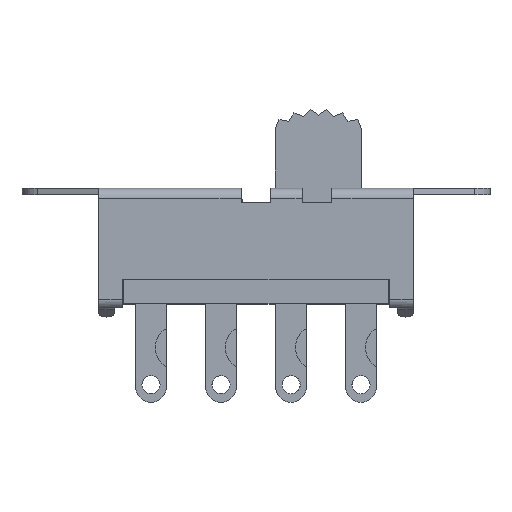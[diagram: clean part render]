
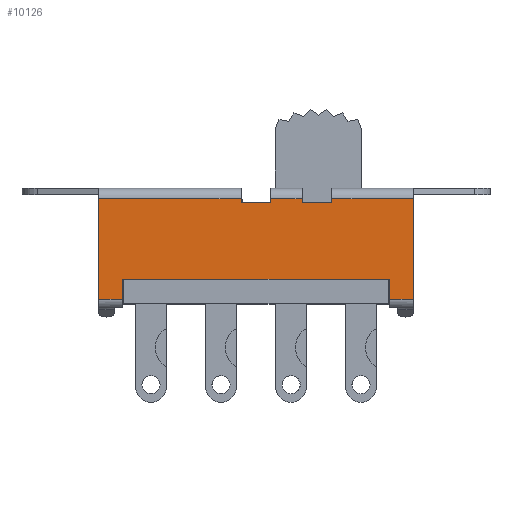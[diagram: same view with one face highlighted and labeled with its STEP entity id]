
A CAD part, top view. The second image highlights one B-rep face of the part: STEP entity #10126.
In plain terms, the highlighted planar face has unit normal (0, 0, 1).
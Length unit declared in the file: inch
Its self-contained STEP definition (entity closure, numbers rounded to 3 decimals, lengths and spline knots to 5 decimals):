
#559=FACE_OUTER_BOUND('',#1072,.T.);
#1072=EDGE_LOOP('',(#8321,#8322,#8323,#8324,#8325,#8326,#8327,#8328,#8329,
#8330,#8331,#8332,#8333,#8334,#8335,#8336,#8337,#8338));
#2168=LINE('',#15397,#3318);
#2257=LINE('',#15585,#3407);
#2262=LINE('',#15592,#3412);
#2278=LINE('',#15631,#3428);
#2357=LINE('',#15847,#3507);
#2377=LINE('',#15910,#3527);
#2383=LINE('',#15924,#3533);
#2384=LINE('',#15927,#3534);
#2385=LINE('',#15929,#3535);
#2386=LINE('',#15931,#3536);
#2387=LINE('',#15933,#3537);
#2388=LINE('',#15935,#3538);
#2389=LINE('',#15937,#3539);
#2390=LINE('',#15939,#3540);
#2391=LINE('',#15941,#3541);
#2392=LINE('',#15942,#3542);
#2393=LINE('',#15944,#3543);
#2394=LINE('',#15945,#3544);
#3318=VECTOR('',#12549,0.3937);
#3407=VECTOR('',#12808,0.3937);
#3412=VECTOR('',#12815,0.3937);
#3428=VECTOR('',#12841,0.3937);
#3507=VECTOR('',#13032,0.3937);
#3527=VECTOR('',#13106,0.3937);
#3533=VECTOR('',#13122,0.3937);
#3534=VECTOR('',#13125,0.3937);
#3535=VECTOR('',#13126,0.3937);
#3536=VECTOR('',#13127,0.3937);
#3537=VECTOR('',#13128,0.3937);
#3538=VECTOR('',#13129,0.3937);
#3539=VECTOR('',#13130,0.3937);
#3540=VECTOR('',#13131,0.3937);
#3541=VECTOR('',#13132,0.3937);
#3542=VECTOR('',#13133,0.3937);
#3543=VECTOR('',#13134,0.3937);
#3544=VECTOR('',#13135,0.3937);
#4393=VERTEX_POINT('',#15395);
#4394=VERTEX_POINT('',#15396);
#4408=VERTEX_POINT('',#15584);
#4409=VERTEX_POINT('',#15590);
#4426=VERTEX_POINT('',#15628);
#4427=VERTEX_POINT('',#15630);
#4507=VERTEX_POINT('',#15844);
#4508=VERTEX_POINT('',#15846);
#4524=VERTEX_POINT('',#15909);
#4528=VERTEX_POINT('',#15926);
#4529=VERTEX_POINT('',#15928);
#4530=VERTEX_POINT('',#15930);
#4531=VERTEX_POINT('',#15932);
#4532=VERTEX_POINT('',#15934);
#4533=VERTEX_POINT('',#15936);
#4534=VERTEX_POINT('',#15938);
#4535=VERTEX_POINT('',#15940);
#4536=VERTEX_POINT('',#15943);
#5574=EDGE_CURVE('',#4393,#4394,#2168,.T.);
#5670=EDGE_CURVE('',#4408,#4393,#2257,.T.);
#5675=EDGE_CURVE('',#4394,#4409,#2262,.T.);
#5694=EDGE_CURVE('',#4426,#4427,#2278,.T.);
#5804=EDGE_CURVE('',#4507,#4508,#2357,.T.);
#5836=EDGE_CURVE('',#4508,#4524,#2377,.T.);
#5844=EDGE_CURVE('',#4409,#4524,#2383,.T.);
#5845=EDGE_CURVE('',#4507,#4528,#2384,.T.);
#5846=EDGE_CURVE('',#4528,#4529,#2385,.T.);
#5847=EDGE_CURVE('',#4529,#4530,#2386,.T.);
#5848=EDGE_CURVE('',#4530,#4531,#2387,.T.);
#5849=EDGE_CURVE('',#4531,#4532,#2388,.T.);
#5850=EDGE_CURVE('',#4532,#4533,#2389,.T.);
#5851=EDGE_CURVE('',#4533,#4534,#2390,.T.);
#5852=EDGE_CURVE('',#4534,#4535,#2391,.T.);
#5853=EDGE_CURVE('',#4535,#4427,#2392,.T.);
#5854=EDGE_CURVE('',#4536,#4426,#2393,.T.);
#5855=EDGE_CURVE('',#4536,#4408,#2394,.T.);
#8321=ORIENTED_EDGE('',*,*,#5836,.F.);
#8322=ORIENTED_EDGE('',*,*,#5804,.F.);
#8323=ORIENTED_EDGE('',*,*,#5845,.T.);
#8324=ORIENTED_EDGE('',*,*,#5846,.T.);
#8325=ORIENTED_EDGE('',*,*,#5847,.T.);
#8326=ORIENTED_EDGE('',*,*,#5848,.T.);
#8327=ORIENTED_EDGE('',*,*,#5849,.T.);
#8328=ORIENTED_EDGE('',*,*,#5850,.T.);
#8329=ORIENTED_EDGE('',*,*,#5851,.T.);
#8330=ORIENTED_EDGE('',*,*,#5852,.T.);
#8331=ORIENTED_EDGE('',*,*,#5853,.T.);
#8332=ORIENTED_EDGE('',*,*,#5694,.F.);
#8333=ORIENTED_EDGE('',*,*,#5854,.F.);
#8334=ORIENTED_EDGE('',*,*,#5855,.T.);
#8335=ORIENTED_EDGE('',*,*,#5670,.T.);
#8336=ORIENTED_EDGE('',*,*,#5574,.T.);
#8337=ORIENTED_EDGE('',*,*,#5675,.T.);
#8338=ORIENTED_EDGE('',*,*,#5844,.T.);
#9204=PLANE('',#10867);
#10126=ADVANCED_FACE('',(#559),#9204,.T.);
#10867=AXIS2_PLACEMENT_3D('',#15925,#13123,#13124);
#12549=DIRECTION('',(1.,0.,0.));
#12808=DIRECTION('',(1.,0.,0.));
#12815=DIRECTION('',(1.,0.,0.));
#12841=DIRECTION('',(0.,1.,0.));
#13032=DIRECTION('',(0.,-1.,0.));
#13106=DIRECTION('',(-1.,0.,0.));
#13122=DIRECTION('',(0.,-1.,0.));
#13123=DIRECTION('center_axis',(0.,0.,
1.));
#13124=DIRECTION('ref_axis',(1.,0.,0.));
#13125=DIRECTION('',(-1.,0.,0.));
#13126=DIRECTION('',(0.,-1.,0.));
#13127=DIRECTION('',(-1.,0.,0.));
#13128=DIRECTION('',(0.,1.,0.));
#13129=DIRECTION('',(-1.,0.,0.));
#13130=DIRECTION('',(0.,-1.,0.));
#13131=DIRECTION('',(-1.,0.,0.));
#13132=DIRECTION('',(0.,1.,0.));
#13133=DIRECTION('',(-1.,0.,0.));
#13134=DIRECTION('',(-1.,0.,0.));
#13135=DIRECTION('',(0.,1.,0.));
#15395=CARTESIAN_POINT('',(-0.33603,-0.01851,-0.24425));
#15396=CARTESIAN_POINT('',(0.33597,-0.01851,-0.24425));
#15397=CARTESIAN_POINT('',(0.17,-0.01851,-0.24425));
#15584=CARTESIAN_POINT('',(-0.34,-0.01851,-0.24425));
#15585=CARTESIAN_POINT('',(0.17,-0.01851,-0.24425));
#15590=CARTESIAN_POINT('',(0.34,-0.01851,-0.24425));
#15592=CARTESIAN_POINT('',(0.17,-0.01851,-0.24425));
#15628=CARTESIAN_POINT('',(-0.4,-0.06851,-0.24425));
#15630=CARTESIAN_POINT('',(-0.4,0.18678,-0.24425));
#15631=CARTESIAN_POINT('',(-0.4,-0.14551,-0.24425));
#15844=CARTESIAN_POINT('',(0.4,0.18678,-0.24425));
#15846=CARTESIAN_POINT('',(0.4,-0.06851,-0.24425));
#15847=CARTESIAN_POINT('',(0.4,0.89049,-0.24425));
#15909=CARTESIAN_POINT('',(0.34,-0.06851,-0.24425));
#15910=CARTESIAN_POINT('',(0.,-0.06851,-0.24425));
#15924=CARTESIAN_POINT('',(0.34,0.14699,-0.24425));
#15925=CARTESIAN_POINT('Origin',(0.,0.37249,
-0.24425));
#15926=CARTESIAN_POINT('',(0.193,0.18678,-0.24425));
#15927=CARTESIAN_POINT('',(0.,0.18678,-0.24425));
#15928=CARTESIAN_POINT('',(0.193,0.17649,-0.24425));
#15929=CARTESIAN_POINT('',(0.193,0.27449,-0.24425));
#15930=CARTESIAN_POINT('',(0.117,0.17649,-0.24425));
#15931=CARTESIAN_POINT('',(0.0585,0.17649,-0.24425));
#15932=CARTESIAN_POINT('',(0.117,0.18678,-0.24425));
#15933=CARTESIAN_POINT('',(0.117,0.33874,-0.24425));
#15934=CARTESIAN_POINT('',(0.038,0.18678,-0.24425));
#15935=CARTESIAN_POINT('',(0.,0.18678,-0.24425));
#15936=CARTESIAN_POINT('',(0.038,0.17649,-0.24425));
#15937=CARTESIAN_POINT('',(0.038,0.27449,-0.24425));
#15938=CARTESIAN_POINT('',(-0.038,0.17649,-0.24425));
#15939=CARTESIAN_POINT('',(-0.019,0.17649,-0.24425));
#15940=CARTESIAN_POINT('',(-0.038,0.18678,-0.24425));
#15941=CARTESIAN_POINT('',(-0.038,0.33874,-0.24425));
#15942=CARTESIAN_POINT('',(0.,0.18678,-0.24425));
#15943=CARTESIAN_POINT('',(-0.34,-0.06851,-0.24425));
#15944=CARTESIAN_POINT('',(0.,-0.06851,-0.24425));
#15945=CARTESIAN_POINT('',(-0.34,0.17699,-0.24425));
